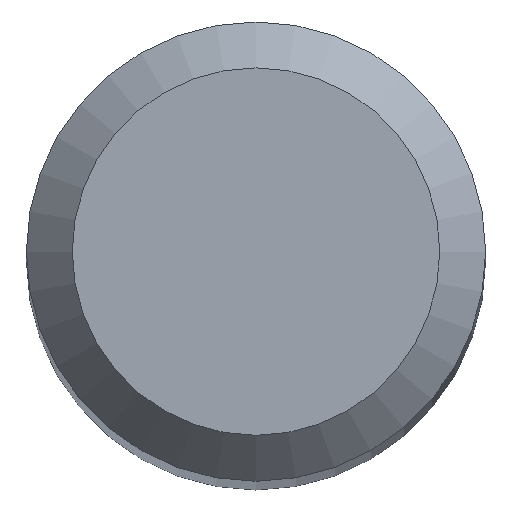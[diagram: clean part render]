
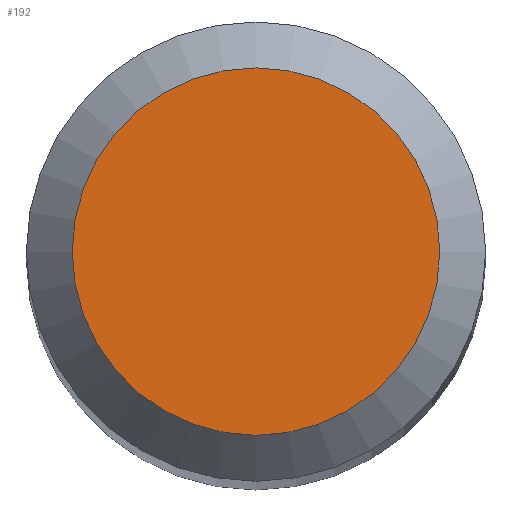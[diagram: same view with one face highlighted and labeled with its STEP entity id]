
A CAD part, top view. The second image highlights one B-rep face of the part: STEP entity #192.
In plain terms, the highlighted planar face has unit normal (0, 0, 1).
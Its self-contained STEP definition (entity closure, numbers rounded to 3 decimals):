
#6 = EDGE_LOOP ( 'NONE', ( #217 ) ) ;
#68 = PLANE ( 'NONE',  #97 ) ;
#76 = CARTESIAN_POINT ( 'NONE',  ( 0., 1.2, 50. ) ) ;
#97 = AXIS2_PLACEMENT_3D ( 'NONE', #129, #196, #218 ) ;
#108 = FACE_OUTER_BOUND ( 'NONE', #6, .T. ) ;
#114 = DIRECTION ( 'NONE',  ( 0., 1., 0. ) ) ;
#129 = CARTESIAN_POINT ( 'NONE',  ( 0., 0., 50. ) ) ;
#176 = DIRECTION ( 'NONE',  ( 0., 0., -1. ) ) ;
#182 = EDGE_CURVE ( 'NONE', #202, #202, #226, .T. ) ;
#192 = ADVANCED_FACE ( 'NONE', ( #108 ), #68, .F. ) ;
#196 = DIRECTION ( 'NONE',  ( 0., 0., -1. ) ) ;
#202 = VERTEX_POINT ( 'NONE', #76 ) ;
#210 = AXIS2_PLACEMENT_3D ( 'NONE', #237, #176, #114 ) ;
#217 = ORIENTED_EDGE ( 'NONE', *, *, #182, .F. ) ;
#218 = DIRECTION ( 'NONE',  ( 0., 1., 0. ) ) ;
#226 = CIRCLE ( 'NONE', #210, 1.2 ) ;
#237 = CARTESIAN_POINT ( 'NONE',  ( 0., 0., 50. ) ) ;
